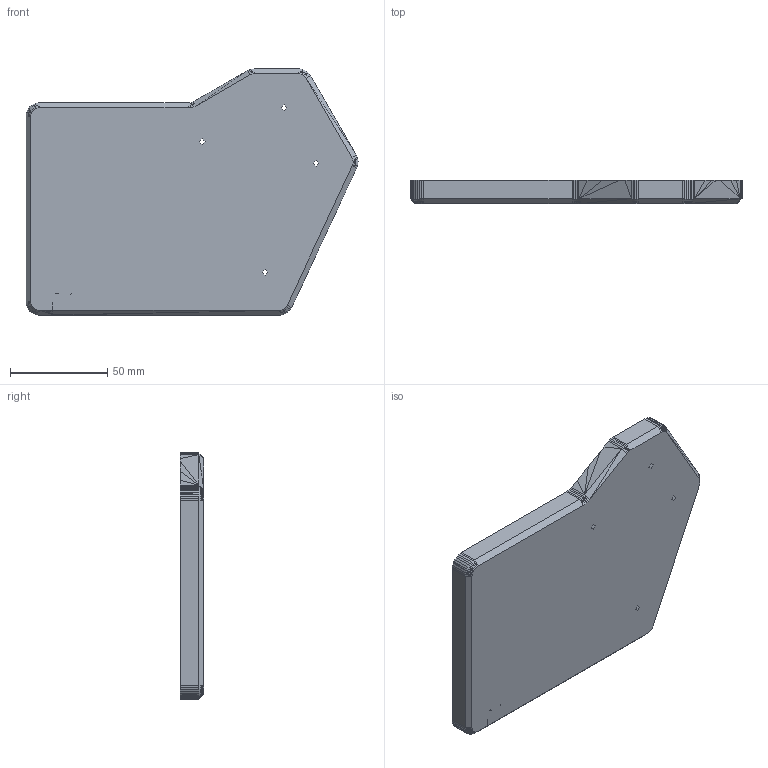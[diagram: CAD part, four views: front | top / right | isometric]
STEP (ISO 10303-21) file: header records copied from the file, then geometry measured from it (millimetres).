
FILE_DESCRIPTION(('STEP AP203'), '1');
FILE_NAME('BottomL_1_little_bit_smallerr_-1mm', '', ('UNSPECIFIED'), ('UNSPECIFIED'), 'C3D Converter', 'C3D Toolkit', '');
FILE_SCHEMA(('CONFIG_CONTROL_DESIGN'));
Length unit declared in the file: millimetre
Bounding box: 171.05 x 12 x 126.85 mm (x, y, z)
Volume: 0 mm3
Topology: 30 solids, 35 shells, 1202 faces, 2614 edges, 1546 vertices
Faces by surface type: plane 1082, cylinder 120
Full cylindrical faces by diameter (mm): 2.9 x7, 3 x5, 5.2 x1, 6.5 x4, 9.5 x3
Entity records: 31495 total; most frequent: CARTESIAN_POINT 5779, ORIENTED_EDGE 5167, DIRECTION 4987, EDGE_CURVE 2601, LINE 2401, VECTOR 2401, VERTEX_POINT 1607, EDGE_LOOP 1309
